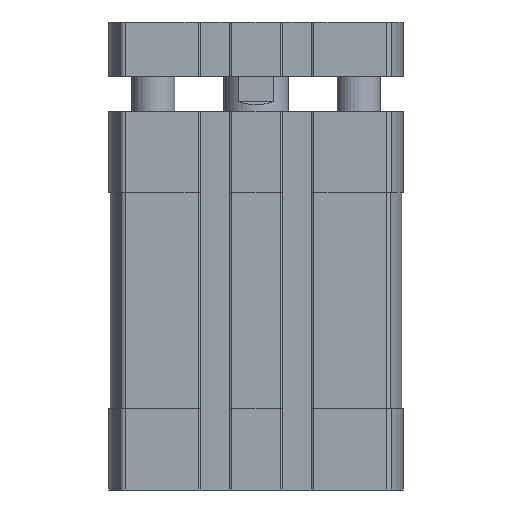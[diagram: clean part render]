
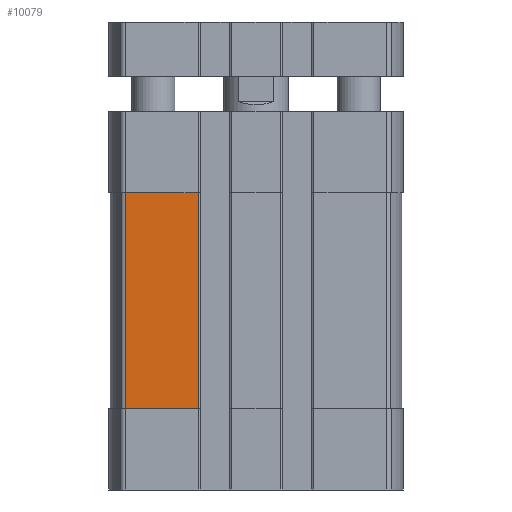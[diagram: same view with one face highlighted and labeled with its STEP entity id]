
A CAD part, front view. The second image highlights one B-rep face of the part: STEP entity #10079.
In plain terms, the highlighted face is planar.
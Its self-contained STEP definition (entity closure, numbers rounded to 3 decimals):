
#104=PLANE('',#10911);
#878=LINE('',#16131,#1740);
#879=LINE('',#16133,#1741);
#880=LINE('',#16135,#1742);
#881=LINE('',#16137,#1743);
#1740=VECTOR('',#12764,1000.);
#1741=VECTOR('',#12767,1000.);
#1742=VECTOR('',#12768,1000.);
#1743=VECTOR('',#12769,1000.);
#3281=ORIENTED_EDGE('',*,*,#5863,.F.);
#3282=ORIENTED_EDGE('',*,*,#5862,.F.);
#3283=ORIENTED_EDGE('',*,*,#5864,.T.);
#3284=ORIENTED_EDGE('',*,*,#5865,.T.);
#5862=EDGE_CURVE('',#7182,#7181,#878,.T.);
#5863=EDGE_CURVE('',#7181,#7183,#879,.T.);
#5864=EDGE_CURVE('',#7182,#7184,#880,.T.);
#5865=EDGE_CURVE('',#7184,#7183,#881,.T.);
#7181=VERTEX_POINT('',#16128);
#7182=VERTEX_POINT('',#16130);
#7183=VERTEX_POINT('',#16134);
#7184=VERTEX_POINT('',#16136);
#8454=EDGE_LOOP('',(#3281,#3282,#3283,#3284));
#9174=FACE_BOUND('',#8454,.T.);
#10079=ADVANCED_FACE('',(#9174),#104,.T.);
#10911=AXIS2_PLACEMENT_3D('',#16132,#12765,#12766);
#12764=DIRECTION('',(0.,0.,1.));
#12765=DIRECTION('',(-1.,0.,0.));
#12766=DIRECTION('',(0.,0.,1.));
#12767=DIRECTION('',(0.,-1.,0.));
#12768=DIRECTION('',(0.,-1.,0.));
#12769=DIRECTION('',(0.,0.,1.));
#16128=CARTESIAN_POINT('',(-27.,24.093,-15.));
#16130=CARTESIAN_POINT('',(-27.,24.093,-55.));
#16131=CARTESIAN_POINT('',(-27.,24.093,-55.));
#16132=CARTESIAN_POINT('',(-27.,24.093,-55.));
#16133=CARTESIAN_POINT('',(-27.,24.093,-15.));
#16134=CARTESIAN_POINT('',(-27.,10.7,-15.));
#16135=CARTESIAN_POINT('',(-27.,24.093,-55.));
#16136=CARTESIAN_POINT('',(-27.,10.7,-55.));
#16137=CARTESIAN_POINT('',(-27.,10.7,-55.));
